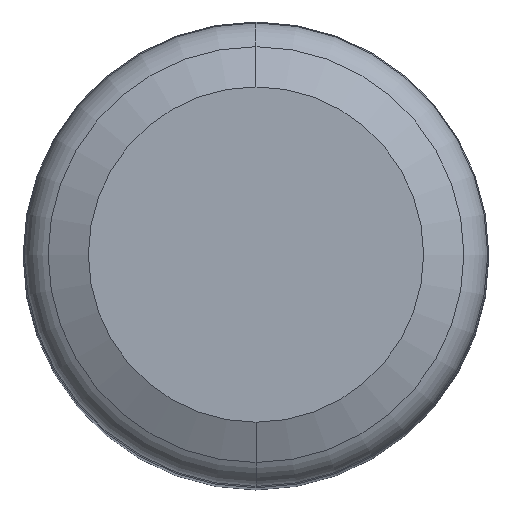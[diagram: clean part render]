
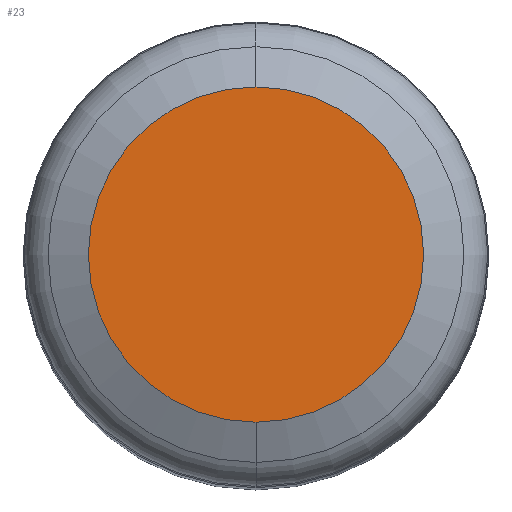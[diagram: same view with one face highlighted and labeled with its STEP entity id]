
A CAD part, top view. The second image highlights one B-rep face of the part: STEP entity #23.
In plain terms, the highlighted planar face has unit normal (0, 0, 1).
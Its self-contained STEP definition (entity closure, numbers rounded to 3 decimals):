
#21 = CIRCLE ( 'NONE', #265, 5.141 ) ;
#22 = DIRECTION ( 'NONE',  ( 0., 0., 1. ) ) ;
#23 = ADVANCED_FACE ( 'NONE', ( #170 ), #505, .T. ) ;
#35 = CARTESIAN_POINT ( 'NONE',  ( 0., 0., 0. ) ) ;
#74 = EDGE_LOOP ( 'NONE', ( #524, #626 ) ) ;
#170 = FACE_OUTER_BOUND ( 'NONE', #74, .T. ) ;
#260 = CARTESIAN_POINT ( 'NONE',  ( 0., 0., 0. ) ) ;
#264 = CIRCLE ( 'NONE', #459, 5.141 ) ;
#265 = AXIS2_PLACEMENT_3D ( 'NONE', #35, #424, #615 ) ;
#275 = CARTESIAN_POINT ( 'NONE',  ( 0., -5.141, 0. ) ) ;
#278 = CARTESIAN_POINT ( 'NONE',  ( 0., 5.141, 0. ) ) ;
#332 = DIRECTION ( 'NONE',  ( 1., 0., 0. ) ) ;
#391 = EDGE_CURVE ( 'NONE', #522, #411, #264, .T. ) ;
#411 = VERTEX_POINT ( 'NONE', #275 ) ;
#424 = DIRECTION ( 'NONE',  ( 0., 0., -1. ) ) ;
#454 = DIRECTION ( 'NONE',  ( 0., 1., 0. ) ) ;
#459 = AXIS2_PLACEMENT_3D ( 'NONE', #499, #502, #454 ) ;
#499 = CARTESIAN_POINT ( 'NONE',  ( 0., 0., 0. ) ) ;
#502 = DIRECTION ( 'NONE',  ( 0., 0., -1. ) ) ;
#505 = PLANE ( 'NONE',  #592 ) ;
#522 = VERTEX_POINT ( 'NONE', #278 ) ;
#524 = ORIENTED_EDGE ( 'NONE', *, *, #597, .F. ) ;
#592 = AXIS2_PLACEMENT_3D ( 'NONE', #260, #22, #332 ) ;
#597 = EDGE_CURVE ( 'NONE', #411, #522, #21, .T. ) ;
#615 = DIRECTION ( 'NONE',  ( 0., 1., 0. ) ) ;
#626 = ORIENTED_EDGE ( 'NONE', *, *, #391, .F. ) ;
